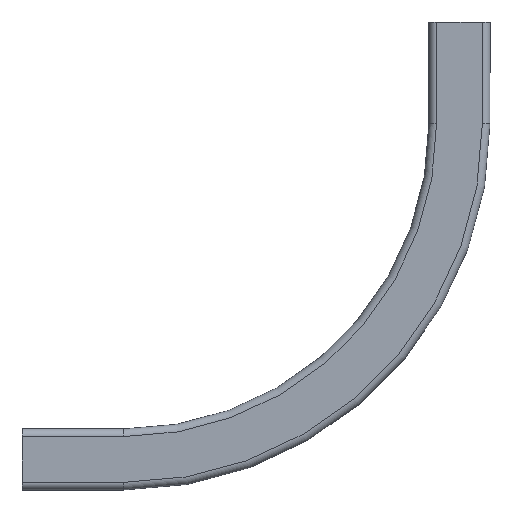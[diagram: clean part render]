
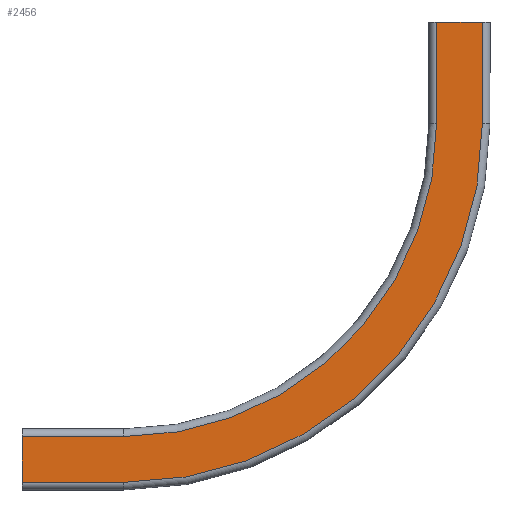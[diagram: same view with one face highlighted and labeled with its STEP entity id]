
A CAD part, left-side view. The second image highlights one B-rep face of the part: STEP entity #2456.
In plain terms, the highlighted planar face has unit normal (-1, 0, 0).
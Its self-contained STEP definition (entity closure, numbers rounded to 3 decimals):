
#115 = DIRECTION ( 'NONE',  ( 0., 1., 0. ) ) ;
#170 = VECTOR ( 'NONE', #5033, 1000. ) ;
#228 = CARTESIAN_POINT ( 'NONE',  ( -100., -100., -22.5 ) ) ;
#495 = EDGE_CURVE ( 'NONE', #8045, #6967, #6457, .T. ) ;
#502 = VERTEX_POINT ( 'NONE', #2758 ) ;
#734 = VECTOR ( 'NONE', #2543, 1000. ) ;
#781 = EDGE_CURVE ( 'NONE', #7589, #3249, #4089, .T. ) ;
#897 = CARTESIAN_POINT ( 'NONE',  ( -100., 0., -6.791 ) ) ;
#939 = ORIENTED_EDGE ( 'NONE', *, *, #6707, .F. ) ;
#1060 = VERTEX_POINT ( 'NONE', #8455 ) ;
#1257 = DIRECTION ( 'NONE',  ( 0., -1., 0. ) ) ;
#1408 = ORIENTED_EDGE ( 'NONE', *, *, #781, .F. ) ;
#1490 = AXIS2_PLACEMENT_3D ( 'NONE', #5518, #4987, #4919 ) ;
#1549 = AXIS2_PLACEMENT_3D ( 'NONE', #7860, #3811, #8474 ) ;
#1710 = CARTESIAN_POINT ( 'NONE',  ( -100., 0., -22.5 ) ) ;
#1857 = CARTESIAN_POINT ( 'NONE',  ( -100., -100., 22.5 ) ) ;
#1908 = CARTESIAN_POINT ( 'NONE',  ( -100., -100., 22.5 ) ) ;
#2253 = VECTOR ( 'NONE', #115, 1000. ) ;
#2307 = CARTESIAN_POINT ( 'NONE',  ( -100., -100., -22.5 ) ) ;
#2456 = ADVANCED_FACE ( 'NONE', ( #6516 ), #5152, .F. ) ;
#2543 = DIRECTION ( 'NONE',  ( 0., 1., 0. ) ) ;
#2632 = DIRECTION ( 'NONE',  ( 0., 0., 1. ) ) ;
#2643 = CARTESIAN_POINT ( 'NONE',  ( -100., -452.5, 330. ) ) ;
#2758 = CARTESIAN_POINT ( 'NONE',  ( -100., -407.5, 430. ) ) ;
#2865 = CARTESIAN_POINT ( 'NONE',  ( -100., 0., 22.5 ) ) ;
#3037 = EDGE_CURVE ( 'NONE', #5013, #3249, #8694, .T. ) ;
#3249 = VERTEX_POINT ( 'NONE', #1710 ) ;
#3255 = DIRECTION ( 'NONE',  ( -1., 0., 0. ) ) ;
#3292 = EDGE_CURVE ( 'NONE', #5245, #1060, #4680, .T. ) ;
#3615 = CIRCLE ( 'NONE', #4923, 352.5 ) ;
#3811 = DIRECTION ( 'NONE',  ( -1., 0., 0. ) ) ;
#3844 = EDGE_LOOP ( 'NONE', ( #1408, #8722, #4207, #939, #7267, #4429, #5066, #6181 ) ) ;
#4089 = LINE ( 'NONE', #228, #2253 ) ;
#4207 = ORIENTED_EDGE ( 'NONE', *, *, #495, .T. ) ;
#4429 = ORIENTED_EDGE ( 'NONE', *, *, #3292, .F. ) ;
#4595 = CARTESIAN_POINT ( 'NONE',  ( -100., -407.5, 330. ) ) ;
#4643 = VECTOR ( 'NONE', #2632, 1000. ) ;
#4680 = CIRCLE ( 'NONE', #1549, 307.5 ) ;
#4731 = EDGE_CURVE ( 'NONE', #5245, #5013, #6235, .T. ) ;
#4919 = DIRECTION ( 'NONE',  ( 0., -1., 0. ) ) ;
#4923 = AXIS2_PLACEMENT_3D ( 'NONE', #7334, #3255, #7968 ) ;
#4987 = DIRECTION ( 'NONE',  ( 1., 0., 0. ) ) ;
#5013 = VERTEX_POINT ( 'NONE', #2865 ) ;
#5033 = DIRECTION ( 'NONE',  ( 0., 0., -1. ) ) ;
#5066 = ORIENTED_EDGE ( 'NONE', *, *, #4731, .T. ) ;
#5152 = PLANE ( 'NONE',  #1490 ) ;
#5245 = VERTEX_POINT ( 'NONE', #1908 ) ;
#5518 = CARTESIAN_POINT ( 'NONE',  ( -100., -100., -6.791 ) ) ;
#5939 = EDGE_CURVE ( 'NONE', #7589, #8045, #3615, .T. ) ;
#6066 = CARTESIAN_POINT ( 'NONE',  ( -100., -436.791, 430. ) ) ;
#6181 = ORIENTED_EDGE ( 'NONE', *, *, #3037, .T. ) ;
#6235 = LINE ( 'NONE', #1857, #734 ) ;
#6457 = LINE ( 'NONE', #2643, #4643 ) ;
#6501 = VECTOR ( 'NONE', #1257, 1000. ) ;
#6516 = FACE_OUTER_BOUND ( 'NONE', #3844, .T. ) ;
#6707 = EDGE_CURVE ( 'NONE', #502, #6967, #6724, .T. ) ;
#6724 = LINE ( 'NONE', #6066, #6501 ) ;
#6822 = CARTESIAN_POINT ( 'NONE',  ( -100., -452.5, 330. ) ) ;
#6825 = VECTOR ( 'NONE', #7323, 1000. ) ;
#6967 = VERTEX_POINT ( 'NONE', #7604 ) ;
#7267 = ORIENTED_EDGE ( 'NONE', *, *, #8528, .F. ) ;
#7323 = DIRECTION ( 'NONE',  ( 0., 0., 1. ) ) ;
#7334 = CARTESIAN_POINT ( 'NONE',  ( -100., -100., 330. ) ) ;
#7589 = VERTEX_POINT ( 'NONE', #2307 ) ;
#7604 = CARTESIAN_POINT ( 'NONE',  ( -100., -452.5, 430. ) ) ;
#7860 = CARTESIAN_POINT ( 'NONE',  ( -100., -100., 330. ) ) ;
#7968 = DIRECTION ( 'NONE',  ( 0., 1., 0. ) ) ;
#8045 = VERTEX_POINT ( 'NONE', #6822 ) ;
#8455 = CARTESIAN_POINT ( 'NONE',  ( -100., -407.5, 330. ) ) ;
#8474 = DIRECTION ( 'NONE',  ( 0., 1., 0. ) ) ;
#8528 = EDGE_CURVE ( 'NONE', #1060, #502, #8684, .T. ) ;
#8684 = LINE ( 'NONE', #4595, #6825 ) ;
#8694 = LINE ( 'NONE', #897, #170 ) ;
#8722 = ORIENTED_EDGE ( 'NONE', *, *, #5939, .T. ) ;
